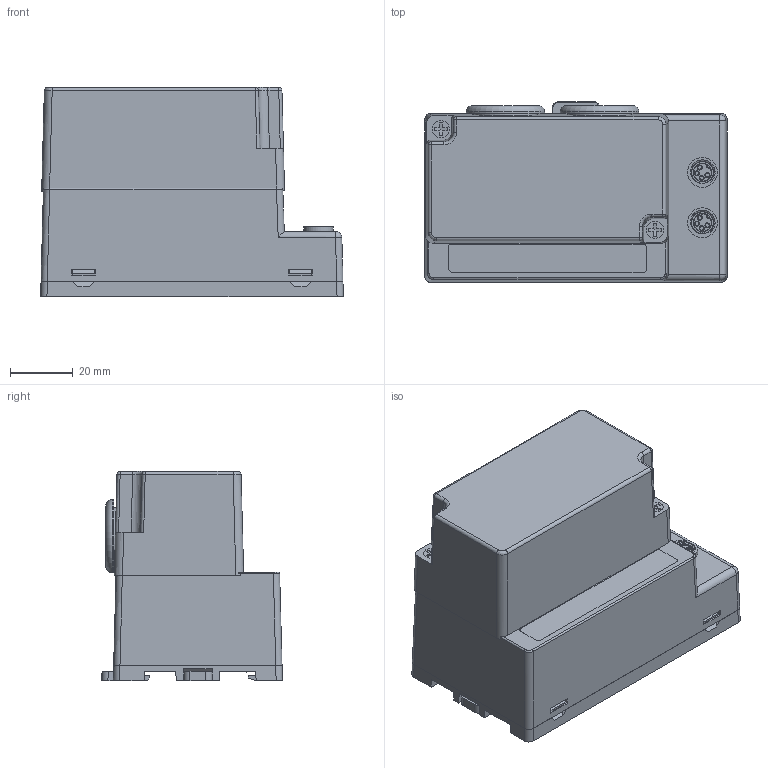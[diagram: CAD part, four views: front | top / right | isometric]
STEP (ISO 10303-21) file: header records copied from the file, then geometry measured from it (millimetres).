
FILE_DESCRIPTION(/* description */ (''),/* implementation_level */ '2;1');
FILE_NAME(/* name */ '',/* time_stamp */ '2024-01-22T17:29:33+08:00',/* author */ (''),/* organization */ (''),/* preprocessor_version */ 'ST-DEVELOPER v14',/* originating_system */ 'SIEMENS PLM Software NX 8.0',/* authorisation */ '');
FILE_SCHEMA (('AUTOMOTIVE_DESIGN { 1 0 10303 214 3 1 1 1 }'));
Products named in the file (1): Admi19E84576np5t
Bounding box: 96.32 x 57.52 x 66.5 mm (x, y, z)
Volume: 22409.8 mm3; surface area: 69624.2 mm2
Topology: 55 solids, 58 shells, 1690 faces, 4472 edges, 2918 vertices
Faces by surface type: plane 1357, cylinder 254, cone 39, bspline 24, torus 10, sphere 6
Full cylindrical faces by diameter (mm): 1.2 x8, 1.5 x8, 1.55 x8, 2.5 x2, 3 x34, 4.5 x3, 5.5 x4, 6 x2, 7.3 x2, 8.6 x2, 9.2 x4, 9.5 x2, 10 x4
Entity records: 69522 total; most frequent: CARTESIAN_POINT 27832, ORIENTED_EDGE 8504, DIRECTION 8009, EDGE_CURVE 4252, LINE 3599, VECTOR 3599, VERTEX_POINT 2818, AXIS2_PLACEMENT_3D 2205
